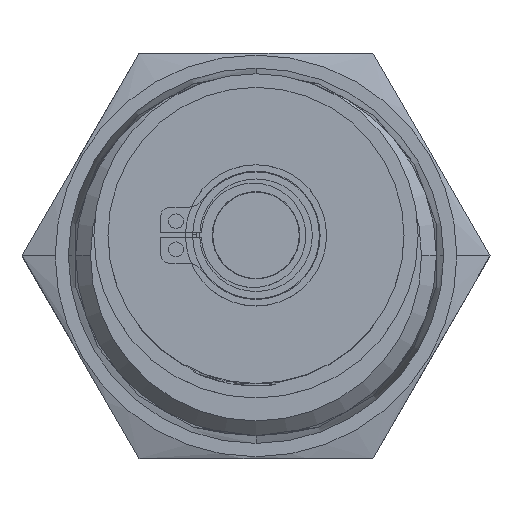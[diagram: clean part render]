
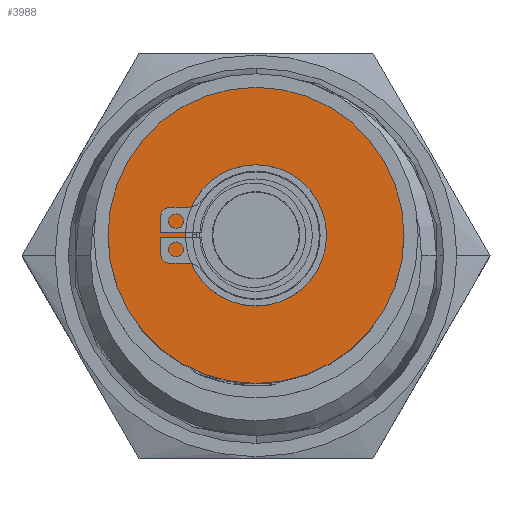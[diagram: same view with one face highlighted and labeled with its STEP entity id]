
A CAD part, top view. The second image highlights one B-rep face of the part: STEP entity #3988.
In plain terms, the highlighted planar face has unit normal (0, 0, 1).
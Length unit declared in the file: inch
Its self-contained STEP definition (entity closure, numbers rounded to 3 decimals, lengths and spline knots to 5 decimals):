
#44 = VERTEX_POINT ( 'NONE', #15917 ) ;
#211 = AXIS2_PLACEMENT_3D ( 'NONE', #16112, #4257, #9519 ) ;
#475 = VERTEX_POINT ( 'NONE', #8227 ) ;
#538 = EDGE_CURVE ( 'NONE', #44, #17014, #11497, .T. ) ;
#577 = DIRECTION ( 'NONE',  ( 0., 0., -1. ) ) ;
#893 = DIRECTION ( 'NONE',  ( 0., 1., 0. ) ) ;
#2838 = ORIENTED_EDGE ( 'NONE', *, *, #13333, .F. ) ;
#2868 = FACE_OUTER_BOUND ( 'NONE', #10254, .T. ) ;
#3429 = DIRECTION ( 'NONE',  ( 0., 1., 0. ) ) ;
#3508 = CARTESIAN_POINT ( 'NONE',  ( 0., 0., 32.5875 ) ) ;
#3572 = CIRCLE ( 'NONE', #11311, 0.411 ) ;
#3636 = CIRCLE ( 'NONE', #10273, 0.411 ) ;
#3772 = ORIENTED_EDGE ( 'NONE', *, *, #538, .T. ) ;
#3851 = CARTESIAN_POINT ( 'NONE',  ( 0., 0., 32.5875 ) ) ;
#3988 = ADVANCED_FACE ( 'NONE', ( #14740, #2868 ), #10834, .T. ) ;
#4257 = DIRECTION ( 'NONE',  ( 0., 0., 1. ) ) ;
#4878 = DIRECTION ( 'NONE',  ( 0., 0., -1. ) ) ;
#5049 = CIRCLE ( 'NONE', #15846, 0.196 ) ;
#5731 = EDGE_CURVE ( 'NONE', #475, #12186, #3572, .T. ) ;
#5853 = DIRECTION ( 'NONE',  ( 0., 1., 0. ) ) ;
#5934 = DIRECTION ( 'NONE',  ( 0., 0., -1. ) ) ;
#6520 = AXIS2_PLACEMENT_3D ( 'NONE', #9627, #6859, #12149 ) ;
#6859 = DIRECTION ( 'NONE',  ( 0., 0., -1. ) ) ;
#8227 = CARTESIAN_POINT ( 'NONE',  ( 0., -0.411, 32.5875 ) ) ;
#8584 = ORIENTED_EDGE ( 'NONE', *, *, #14533, .T. ) ;
#9519 = DIRECTION ( 'NONE',  ( 0., 1., 0. ) ) ;
#9627 = CARTESIAN_POINT ( 'NONE',  ( 0., 0., 32.5875 ) ) ;
#10254 = EDGE_LOOP ( 'NONE', ( #2838, #13447 ) ) ;
#10273 = AXIS2_PLACEMENT_3D ( 'NONE', #3851, #4878, #893 ) ;
#10485 = CARTESIAN_POINT ( 'NONE',  ( 0., -0.196, 32.5875 ) ) ;
#10834 = PLANE ( 'NONE',  #211 ) ;
#11311 = AXIS2_PLACEMENT_3D ( 'NONE', #3508, #5934, #3429 ) ;
#11497 = CIRCLE ( 'NONE', #6520, 0.196 ) ;
#12149 = DIRECTION ( 'NONE',  ( 0., 1., 0. ) ) ;
#12186 = VERTEX_POINT ( 'NONE', #15773 ) ;
#13317 = EDGE_LOOP ( 'NONE', ( #3772, #8584 ) ) ;
#13333 = EDGE_CURVE ( 'NONE', #12186, #475, #3636, .T. ) ;
#13447 = ORIENTED_EDGE ( 'NONE', *, *, #5731, .F. ) ;
#14533 = EDGE_CURVE ( 'NONE', #17014, #44, #5049, .T. ) ;
#14740 = FACE_BOUND ( 'NONE', #13317, .T. ) ;
#15773 = CARTESIAN_POINT ( 'NONE',  ( 0., 0.411, 32.5875 ) ) ;
#15846 = AXIS2_PLACEMENT_3D ( 'NONE', #16501, #577, #5853 ) ;
#15917 = CARTESIAN_POINT ( 'NONE',  ( 0., 0.196, 32.5875 ) ) ;
#16112 = CARTESIAN_POINT ( 'NONE',  ( -0.3035, 0., 32.5875 ) ) ;
#16501 = CARTESIAN_POINT ( 'NONE',  ( 0., 0., 32.5875 ) ) ;
#17014 = VERTEX_POINT ( 'NONE', #10485 ) ;
